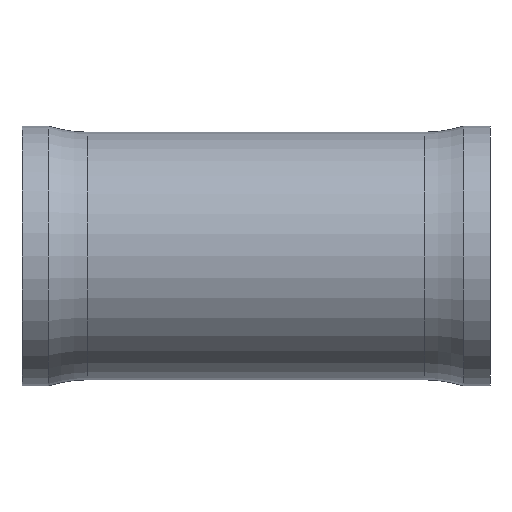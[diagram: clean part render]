
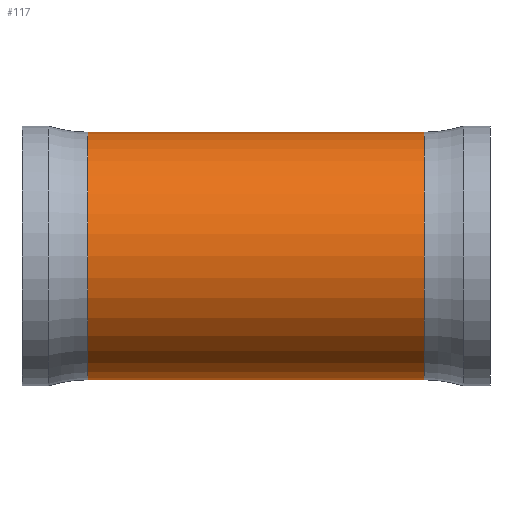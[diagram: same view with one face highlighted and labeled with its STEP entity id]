
A CAD part, front view. The second image highlights one B-rep face of the part: STEP entity #117.
In plain terms, the highlighted cylindrical face has radius 23.812 mm (diameter 47.625 mm), a full revolution.
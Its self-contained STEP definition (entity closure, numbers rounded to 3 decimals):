
#42 = CARTESIAN_POINT ( 'NONE',  ( -12.659, 0., -23.813 ) ) ;
#50 = CARTESIAN_POINT ( 'NONE',  ( -77.341, 0., -23.813 ) ) ;
#95 = CARTESIAN_POINT ( 'NONE',  ( 0., 0., 0. ) ) ;
#96 = DIRECTION ( 'NONE',  ( 0., 0., -1. ) ) ;
#97 = DIRECTION ( 'NONE',  ( 1., 0., 0. ) ) ;
#100 = CARTESIAN_POINT ( 'NONE',  ( -77.341, 0., 0. ) ) ;
#102 = DIRECTION ( 'NONE',  ( 0., 0., -1. ) ) ;
#103 = DIRECTION ( 'NONE',  ( 1., 0., 0. ) ) ;
#105 = CARTESIAN_POINT ( 'NONE',  ( -12.659, 0., 0. ) ) ;
#110 = DIRECTION ( 'NONE',  ( 0., 0., -1. ) ) ;
#111 = DIRECTION ( 'NONE',  ( 1., 0., 0. ) ) ;
#117 = ADVANCED_FACE ( 'NONE', ( #286, #229 ), #306, .T. ) ;
#133 = EDGE_CURVE ( 'NONE', #271, #271, #226, .T. ) ;
#134 = EDGE_CURVE ( 'NONE', #228, #228, #247, .T. ) ;
#141 = AXIS2_PLACEMENT_3D ( 'NONE', #105, #97, #96 ) ;
#145 = AXIS2_PLACEMENT_3D ( 'NONE', #95, #103, #102 ) ;
#149 = AXIS2_PLACEMENT_3D ( 'NONE', #100, #111, #110 ) ;
#201 = ORIENTED_EDGE ( 'NONE', *, *, #133, .T. ) ;
#226 = CIRCLE ( 'NONE', #149, 23.813 ) ;
#228 = VERTEX_POINT ( 'NONE', #42 ) ;
#229 = FACE_OUTER_BOUND ( 'NONE', #242, .T. ) ;
#242 = EDGE_LOOP ( 'NONE', ( #201 ) ) ;
#247 = CIRCLE ( 'NONE', #141, 23.813 ) ;
#271 = VERTEX_POINT ( 'NONE', #50 ) ;
#286 = FACE_OUTER_BOUND ( 'NONE', #296, .T. ) ;
#292 = ORIENTED_EDGE ( 'NONE', *, *, #134, .F. ) ;
#296 = EDGE_LOOP ( 'NONE', ( #292 ) ) ;
#306 = CYLINDRICAL_SURFACE ( 'NONE', #145, 23.813 ) ;
